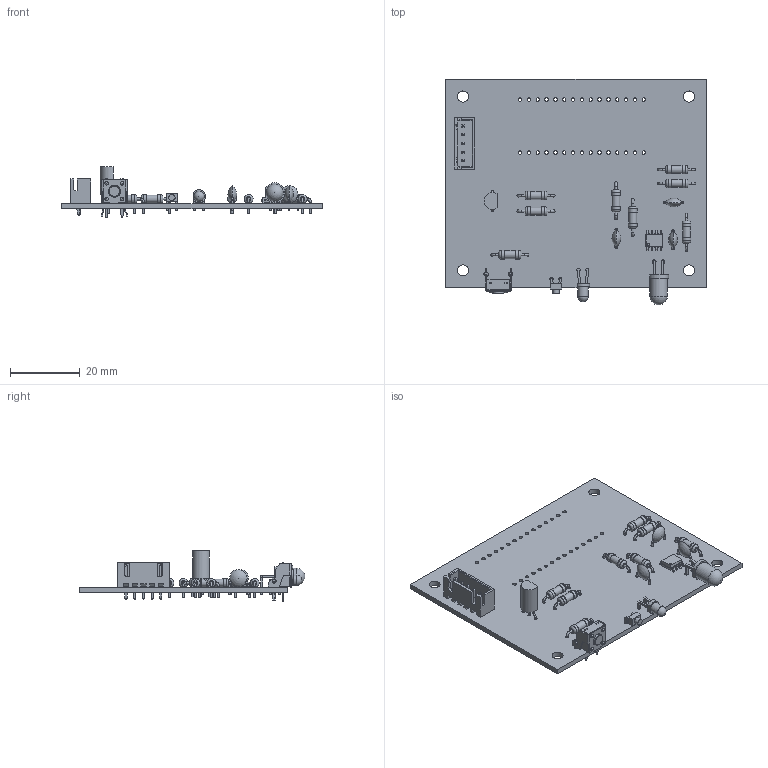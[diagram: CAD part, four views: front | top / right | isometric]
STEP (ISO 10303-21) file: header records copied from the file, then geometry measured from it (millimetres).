
FILE_DESCRIPTION(('KiCad electronic assembly'),'2;1');
FILE_NAME('Amplifier.step','2025-05-11T14:17:09',('Pcbnew'),('Kicad'), 'Open CASCADE STEP processor 7.8','KiCad to STEP converter','Unknown' );
FILE_SCHEMA(('AUTOMOTIVE_DESIGN { 1 0 10303 214 1 1 1 1 }'));
Length unit declared in the file: millimetre
Products named in the file (11): Amplifier 1; R_Axial_DIN0207_L6.3mm_D2.5mm_P10.16mm_Horizontal; JST_XH_B5B-XH-A_1x05_P2.50mm_Vertical; TO-92L_Inline_Wide; C_Disc_D5.0mm_W2.5mm_P5.00mm; LED_D5.0mm_Horizontal_O3.81mm_Z3.0mm; SOIC-8_3.9x4.9mm_P1.27mm; SW_Tactile_SPST_Angled_PTS645Vx31-2LFS; LED_D1.8mm_W1.8mm_H2.4mm_Horizontal_O1.27mm_Z1.6mm; LED_D3.0mm_Horizontal_O3.81mm_Z2.0mm; Amplifier_PCB
Assembly tree (19 placements, depth 2):
  Amplifier 1
    R_Axial_DIN0207_L6.3mm_D2.5mm_P10.16mm_Horizontal  x8
    JST_XH_B5B-XH-A_1x05_P2.50mm_Vertical
    TO-92L_Inline_Wide
    C_Disc_D5.0mm_W2.5mm_P5.00mm  x3
    LED_D5.0mm_Horizontal_O3.81mm_Z3.0mm
    SOIC-8_3.9x4.9mm_P1.27mm
    SW_Tactile_SPST_Angled_PTS645Vx31-2LFS
    LED_D1.8mm_W1.8mm_H2.4mm_Horizontal_O1.27mm_Z1.6mm
    LED_D3.0mm_Horizontal_O3.81mm_Z2.0mm
    Amplifier_PCB
Bounding box: 75 x 64.91 x 14.49 mm (x, y, z)
Volume: 7796.3 mm3; surface area: 12163 mm2
Topology: 18 solids, 19 shells, 824 faces, 1988 edges, 1260 vertices
Faces by surface type: plane 518, cylinder 223, torus 33, bspline 32, sphere 12, revolution 6
Full cylindrical faces by diameter (mm): 0.5 x12, 0.6 x33, 0.8 x29, 0.9 x4, 0.95 x5, 0.99 x2, 1 x34, 1.1 x2, 1.2 x2, 1.3 x2, 1.8 x1, 2.25 x8, 2.5 x16, 3 x1, 3.14 x1, 3.2 x4, 3.5 x1, 5 x1
Entity records: 25345 total; most frequent: CARTESIAN_POINT 3886, ORIENTED_EDGE 3474, DIRECTION 3417, EDGE_CURVE 1737, LINE 1325, VECTOR 1325, VERTEX_POINT 1116, AXIS2_PLACEMENT_3D 1045
